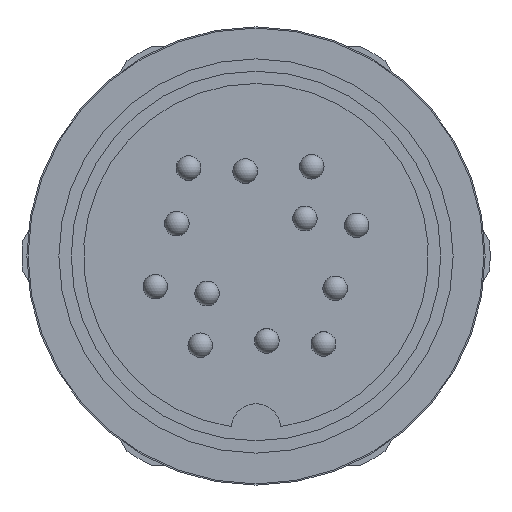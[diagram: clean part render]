
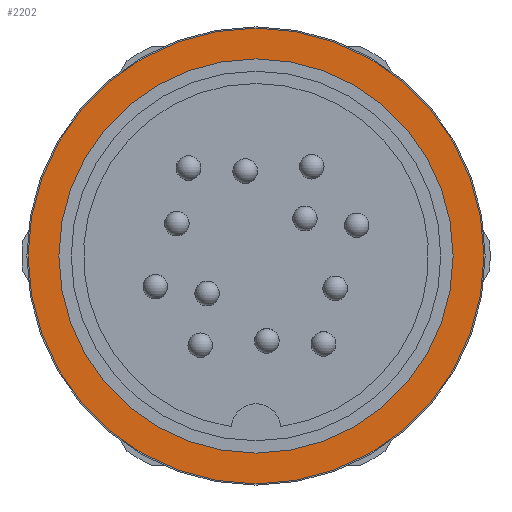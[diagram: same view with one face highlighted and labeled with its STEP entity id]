
A CAD part, front view. The second image highlights one B-rep face of the part: STEP entity #2202.
In plain terms, the highlighted planar face has unit normal (0, -1, 0).
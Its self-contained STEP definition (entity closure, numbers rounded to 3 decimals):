
#291=CARTESIAN_POINT('',(0.0,-24.2,9.25));
#292=VERTEX_POINT('',#291);
#301=CARTESIAN_POINT('',(0.,-24.2,-9.25));
#302=VERTEX_POINT('',#301);
#303=CARTESIAN_POINT('',(0.0,-24.2,0.0));
#304=DIRECTION('',(0.0,1.0,0.0));
#305=DIRECTION('',(0.0,0.0,1.0));
#306=AXIS2_PLACEMENT_3D('',#303,#304,#305);
#307=CIRCLE('',#306,9.25);
#308=EDGE_CURVE('',#292,#302,#307,.T.);
#335=CARTESIAN_POINT('',(0.0,-24.2,8.0));
#336=VERTEX_POINT('',#335);
#352=CARTESIAN_POINT('',(0.,-24.2,-8.0));
#353=VERTEX_POINT('',#352);
#360=CARTESIAN_POINT('',(0.0,-24.2,0.0));
#361=DIRECTION('',(0.0,1.0,0.0));
#362=DIRECTION('',(0.0,0.0,1.0));
#363=AXIS2_PLACEMENT_3D('',#360,#361,#362);
#364=CIRCLE('',#363,8.0);
#365=EDGE_CURVE('',#336,#353,#364,.T.);
#2171=CARTESIAN_POINT('',(0.0,-24.2,0.0));
#2172=DIRECTION('',(0.0,1.0,0.0));
#2173=DIRECTION('',(0.0,0.0,1.0));
#2174=AXIS2_PLACEMENT_3D('',#2171,#2172,#2173);
#2175=CIRCLE('',#2174,8.0);
#2176=EDGE_CURVE('',#353,#336,#2175,.T.);
#2183=CARTESIAN_POINT('',(0.0,-24.2,8.625));
#2184=DIRECTION('',(0.0,-1.0,0.0));
#2185=DIRECTION('',(0.0,0.0,-1.0));
#2186=AXIS2_PLACEMENT_3D('',#2183,#2184,#2185);
#2187=PLANE('',#2186);
#2188=ORIENTED_EDGE('',*,*,#308,.F.);
#2189=CARTESIAN_POINT('',(0.0,-24.2,0.0));
#2190=DIRECTION('',(0.0,1.0,0.0));
#2191=DIRECTION('',(0.0,0.0,1.0));
#2192=AXIS2_PLACEMENT_3D('',#2189,#2190,#2191);
#2193=CIRCLE('',#2192,9.25);
#2194=EDGE_CURVE('',#302,#292,#2193,.T.);
#2195=ORIENTED_EDGE('',*,*,#2194,.F.);
#2196=EDGE_LOOP('',(#2188,#2195));
#2197=FACE_OUTER_BOUND('',#2196,.T.);
#2198=ORIENTED_EDGE('',*,*,#365,.T.);
#2199=ORIENTED_EDGE('',*,*,#2176,.T.);
#2200=EDGE_LOOP('',(#2198,#2199));
#2201=FACE_BOUND('',#2200,.T.);
#2202=ADVANCED_FACE('',(#2197,#2201),#2187,.T.);
